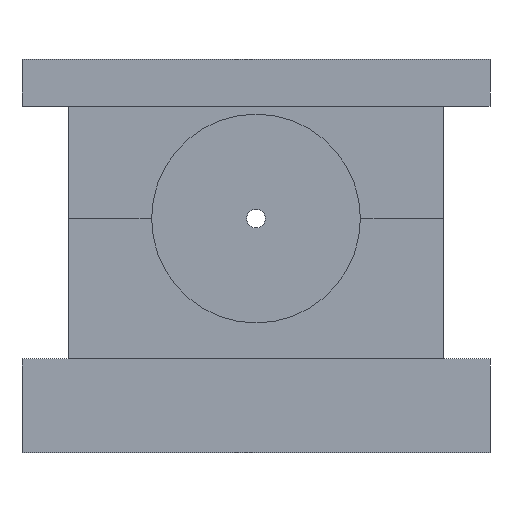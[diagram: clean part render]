
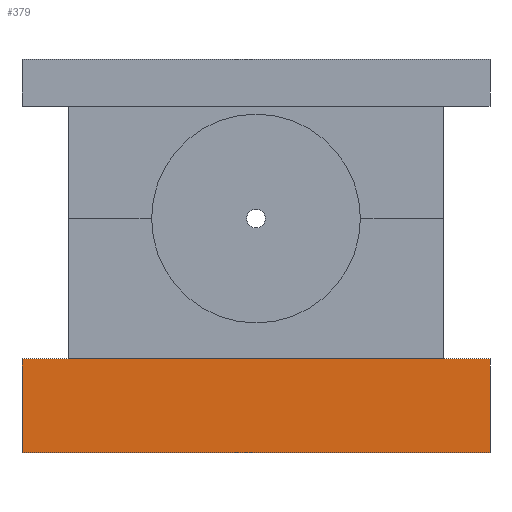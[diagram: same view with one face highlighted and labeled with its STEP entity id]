
A CAD part, front view. The second image highlights one B-rep face of the part: STEP entity #379.
In plain terms, the highlighted planar face has unit normal (0, -1, 0).
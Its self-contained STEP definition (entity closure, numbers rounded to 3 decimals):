
#275 = CARTESIAN_POINT ( 'NONE',  ( -10.297, -0.62, 19.483 ) ) ;
#280 = CARTESIAN_POINT ( 'NONE',  ( 39.703, -0.62, 9.483 ) ) ;
#285 = DIRECTION ( 'NONE',  ( 0., 0., -1. ) ) ;
#324 = DIRECTION ( 'NONE',  ( 0., 0., 1. ) ) ;
#379 = ADVANCED_FACE ( 'NONE', ( #1092 ), #2916, .F. ) ;
#383 = CARTESIAN_POINT ( 'NONE',  ( 39.703, -0.62, 19.483 ) ) ;
#559 = DIRECTION ( 'NONE',  ( 1., 0., 0. ) ) ;
#1051 = EDGE_CURVE ( 'NONE', #2875, #2855, #1746, .T. ) ;
#1066 = VECTOR ( 'NONE', #1432, 1000. ) ;
#1092 = FACE_OUTER_BOUND ( 'NONE', #2419, .T. ) ;
#1200 = VERTEX_POINT ( 'NONE', #2576 ) ;
#1218 = VECTOR ( 'NONE', #4935, 1000. ) ;
#1432 = DIRECTION ( 'NONE',  ( 0., 0., -1. ) ) ;
#1449 = CARTESIAN_POINT ( 'NONE',  ( 39.703, -0.62, 19.483 ) ) ;
#1466 = DIRECTION ( 'NONE',  ( 0., 1., 0. ) ) ;
#1656 = ORIENTED_EDGE ( 'NONE', *, *, #2512, .T. ) ;
#1746 = LINE ( 'NONE', #3298, #1760 ) ;
#1760 = VECTOR ( 'NONE', #559, 1000. ) ;
#2025 = ORIENTED_EDGE ( 'NONE', *, *, #2093, .T. ) ;
#2093 = EDGE_CURVE ( 'NONE', #1200, #2841, #2619, .T. ) ;
#2419 = EDGE_LOOP ( 'NONE', ( #2025, #4569, #4743, #1656 ) ) ;
#2512 = EDGE_CURVE ( 'NONE', #2875, #1200, #4069, .T. ) ;
#2576 = CARTESIAN_POINT ( 'NONE',  ( -10.297, -0.62, 9.483 ) ) ;
#2619 = LINE ( 'NONE', #3309, #1218 ) ;
#2841 = VERTEX_POINT ( 'NONE', #280 ) ;
#2855 = VERTEX_POINT ( 'NONE', #383 ) ;
#2875 = VERTEX_POINT ( 'NONE', #2969 ) ;
#2916 = PLANE ( 'NONE',  #3885 ) ;
#2969 = CARTESIAN_POINT ( 'NONE',  ( -10.297, -0.62, 19.483 ) ) ;
#3298 = CARTESIAN_POINT ( 'NONE',  ( -10.297, -0.62, 19.483 ) ) ;
#3309 = CARTESIAN_POINT ( 'NONE',  ( -10.297, -0.62, 9.483 ) ) ;
#3885 = AXIS2_PLACEMENT_3D ( 'NONE', #275, #1466, #324 ) ;
#4069 = LINE ( 'NONE', #4118, #1066 ) ;
#4118 = CARTESIAN_POINT ( 'NONE',  ( -10.297, -0.62, 19.483 ) ) ;
#4455 = VECTOR ( 'NONE', #285, 1000. ) ;
#4531 = EDGE_CURVE ( 'NONE', #2855, #2841, #4840, .T. ) ;
#4569 = ORIENTED_EDGE ( 'NONE', *, *, #4531, .F. ) ;
#4743 = ORIENTED_EDGE ( 'NONE', *, *, #1051, .F. ) ;
#4840 = LINE ( 'NONE', #1449, #4455 ) ;
#4935 = DIRECTION ( 'NONE',  ( 1., 0., 0. ) ) ;
